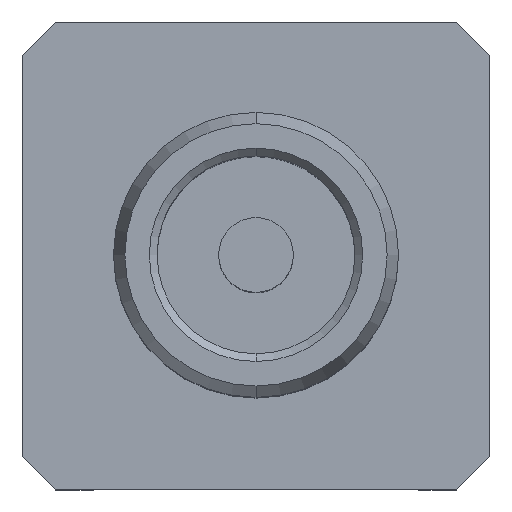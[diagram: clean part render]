
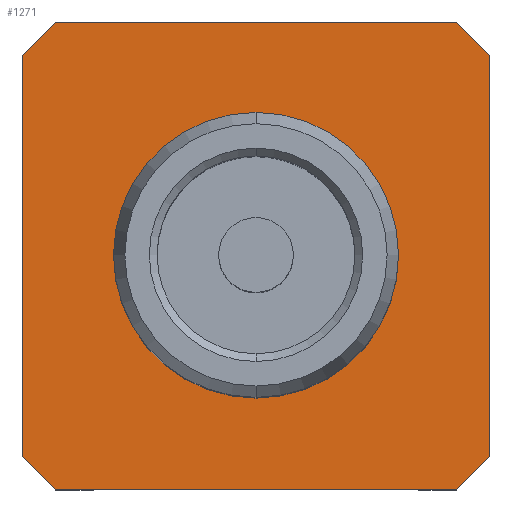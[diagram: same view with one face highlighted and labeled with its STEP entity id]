
A CAD part, top view. The second image highlights one B-rep face of the part: STEP entity #1271.
In plain terms, the highlighted planar face has unit normal (0, 0, 1).
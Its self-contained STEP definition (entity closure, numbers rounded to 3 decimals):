
#330=DIRECTION('',(-0.707,-0.707,0.));
#331=VECTOR('',#330,0.601);
#332=CARTESIAN_POINT('',(-2.575,3.,-5.5));
#333=LINE('',#332,#331);
#334=DIRECTION('',(-0.707,0.707,0.));
#335=VECTOR('',#334,0.601);
#336=CARTESIAN_POINT('',(3.,2.575,-5.5));
#337=LINE('',#336,#335);
#338=DIRECTION('',(0.707,0.707,0.));
#339=VECTOR('',#338,0.601);
#340=CARTESIAN_POINT('',(2.575,-3.,-5.5));
#341=LINE('',#340,#339);
#342=DIRECTION('',(0.707,-0.707,0.));
#343=VECTOR('',#342,0.601);
#344=CARTESIAN_POINT('',(-3.,-2.575,-5.5));
#345=LINE('',#344,#343);
#346=CARTESIAN_POINT('',(0.,0.,-5.5));
#347=DIRECTION('',(0.,0.,-1.));
#348=DIRECTION('',(0.,-1.,0.));
#349=AXIS2_PLACEMENT_3D('',#346,#347,#348);
#351=CARTESIAN_POINT('',(0.,0.,-5.5));
#352=DIRECTION('',(0.,0.,-1.));
#353=DIRECTION('',(0.,1.,0.));
#354=AXIS2_PLACEMENT_3D('',#351,#352,#353);
#368=DIRECTION('',(0.,1.,0.));
#369=VECTOR('',#368,5.15);
#370=CARTESIAN_POINT('',(-3.,-2.575,-5.5));
#371=LINE('',#370,#369);
#436=DIRECTION('',(-1.,0.,0.));
#437=VECTOR('',#436,5.15);
#438=CARTESIAN_POINT('',(2.575,-3.,-5.5));
#439=LINE('',#438,#437);
#468=DIRECTION('',(0.,-1.,0.));
#469=VECTOR('',#468,5.15);
#470=CARTESIAN_POINT('',(3.,2.575,-5.5));
#471=LINE('',#470,#469);
#500=DIRECTION('',(1.,0.,0.));
#501=VECTOR('',#500,5.15);
#502=CARTESIAN_POINT('',(-2.575,3.,-5.5));
#503=LINE('',#502,#501);
#784=CARTESIAN_POINT('',(-3.,-2.575,-5.5));
#785=CARTESIAN_POINT('',(-2.575,-3.,-5.5));
#786=VERTEX_POINT('',#784);
#787=VERTEX_POINT('',#785);
#796=CARTESIAN_POINT('',(2.575,-3.,-5.5));
#797=VERTEX_POINT('',#796);
#817=CARTESIAN_POINT('',(3.,-2.575,-5.5));
#819=VERTEX_POINT('',#817);
#859=CARTESIAN_POINT('',(-2.575,3.,-5.5));
#861=VERTEX_POINT('',#859);
#866=CARTESIAN_POINT('',(3.,2.575,-5.5));
#867=VERTEX_POINT('',#866);
#904=CARTESIAN_POINT('',(-3.,2.575,-5.5));
#905=VERTEX_POINT('',#904);
#922=CARTESIAN_POINT('',(2.575,3.,-5.5));
#923=VERTEX_POINT('',#922);
#924=CARTESIAN_POINT('',(0.,-1.83,-5.5));
#925=VERTEX_POINT('',#924);
#928=CARTESIAN_POINT('',(0.,1.83,-5.5));
#929=VERTEX_POINT('',#928);
#1244=CARTESIAN_POINT('',(0.,0.,-5.5));
#1245=DIRECTION('',(0.,0.,-1.));
#1246=DIRECTION('',(0.,1.,0.));
#1247=AXIS2_PLACEMENT_3D('',#1244,#1245,#1246);
#1248=PLANE('',#1247);
#1250=ORIENTED_EDGE('',*,*,#1249,.T.);
#1252=ORIENTED_EDGE('',*,*,#1251,.F.);
#1254=ORIENTED_EDGE('',*,*,#1253,.T.);
#1256=ORIENTED_EDGE('',*,*,#1255,.F.);
#1258=ORIENTED_EDGE('',*,*,#1257,.T.);
#1260=ORIENTED_EDGE('',*,*,#1259,.F.);
#1262=ORIENTED_EDGE('',*,*,#1261,.T.);
#1264=ORIENTED_EDGE('',*,*,#1263,.F.);
#1265=EDGE_LOOP('',(#1250,#1252,#1254,#1256,#1258,#1260,#1262,#1264));
#1266=FACE_OUTER_BOUND('',#1265,.F.);
#1267=ORIENTED_EDGE('',*,*,#1223,.F.);
#1268=ORIENTED_EDGE('',*,*,#1238,.F.);
#1269=EDGE_LOOP('',(#1267,#1268));
#1270=FACE_BOUND('',#1269,.F.);
#350=CIRCLE('',#349,1.83);
#355=CIRCLE('',#354,1.83);
#1223=EDGE_CURVE('',#925,#929,#350,.T.);
#1238=EDGE_CURVE('',#929,#925,#355,.T.);
#1249=EDGE_CURVE('',#786,#905,#371,.T.);
#1251=EDGE_CURVE('',#861,#905,#333,.T.);
#1253=EDGE_CURVE('',#861,#923,#503,.T.);
#1255=EDGE_CURVE('',#867,#923,#337,.T.);
#1257=EDGE_CURVE('',#867,#819,#471,.T.);
#1259=EDGE_CURVE('',#797,#819,#341,.T.);
#1261=EDGE_CURVE('',#797,#787,#439,.T.);
#1263=EDGE_CURVE('',#786,#787,#345,.T.);
#1271=ADVANCED_FACE('',(#1266,#1270),#1248,.F.);
